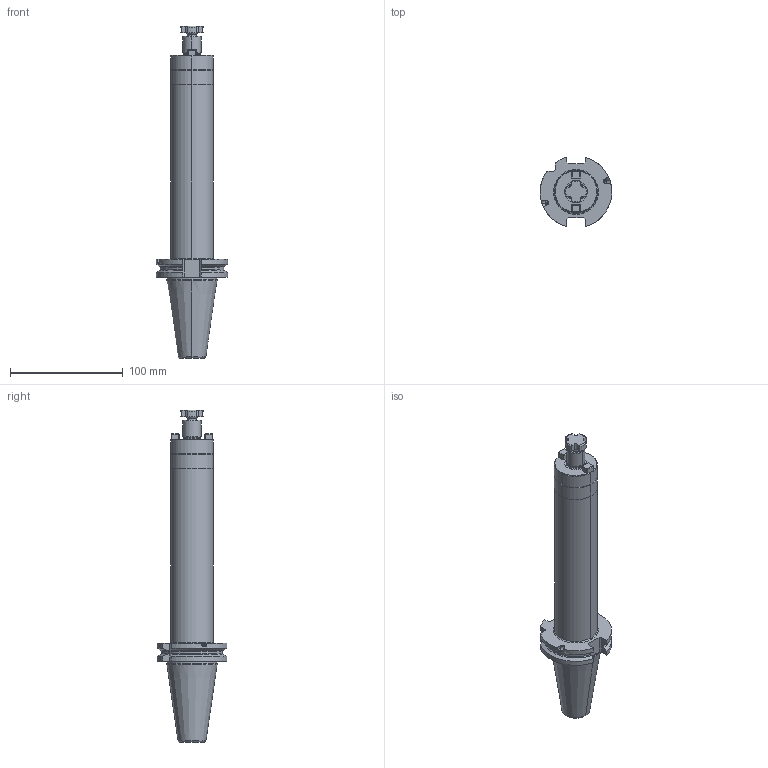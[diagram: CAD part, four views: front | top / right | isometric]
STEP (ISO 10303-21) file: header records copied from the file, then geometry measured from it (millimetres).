
FILE_DESCRIPTION((''),'2;1');
FILE_NAME('DEX','2021-07-14T10:45:01',('bassb'),(''),'CREO PARAMETRIC BY PTC INC, 2019030','CREO PARAMETRIC BY PTC INC, 2019030','');
FILE_SCHEMA(('AP242_MANAGED_MODEL_BASED_3D_ENGINEERING_MIM_LF { 1 0 10303 442 1 1 4 }'));
Length unit declared in the file: millimetre
Products named in the file (1): DEX
Bounding box: 63.54 x 61.48 x 294.4 mm (x, y, z)
Volume: 265245.3 mm3; surface area: 59828.7 mm2
Topology: 1 solids, 5 shells, 293 faces, 711 edges, 430 vertices
Faces by surface type: cylinder 94, plane 85, cone 69, torus 45
Entity records: 12435 total; most frequent: CARTESIAN_POINT 3302, DIRECTION 1512, ORIENTED_EDGE 1414, PRESENTATION_STYLE_ASSIGNMENT 711, STYLED_ITEM 711, CURVE_STYLE 710, EDGE_CURVE 707, AXIS2_PLACEMENT_3D 601
